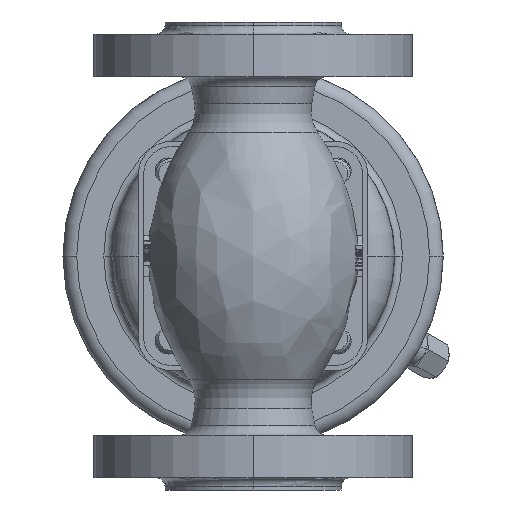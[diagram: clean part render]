
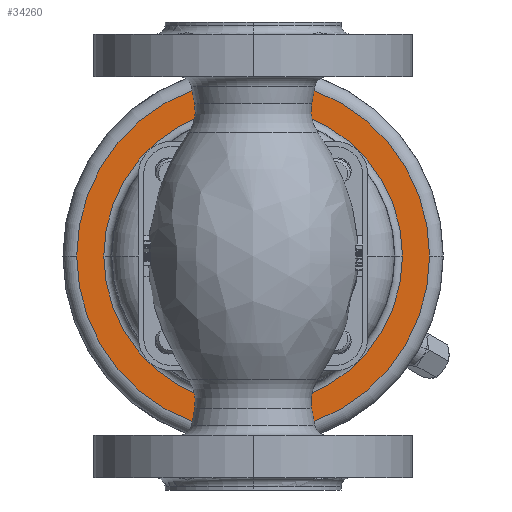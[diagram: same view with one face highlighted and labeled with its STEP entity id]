
A CAD part, left-side view. The second image highlights one B-rep face of the part: STEP entity #34260.
In plain terms, the highlighted planar face has unit normal (-1, 0, 0).
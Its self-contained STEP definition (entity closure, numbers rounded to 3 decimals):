
#181=CARTESIAN_POINT('',(-2.5,0.,0.));
#182=DIRECTION('',(1.,0.,0.));
#183=DIRECTION('',(0.,1.,0.));
#184=AXIS2_PLACEMENT_3D('',#181,#182,#183);
#186=CARTESIAN_POINT('',(-2.5,0.,0.));
#187=DIRECTION('',(-1.,0.,0.));
#188=DIRECTION('',(0.,1.,0.));
#189=AXIS2_PLACEMENT_3D('',#186,#187,#188);
#201=CARTESIAN_POINT('',(-2.5,0.,0.));
#202=DIRECTION('',(-1.,0.,0.));
#203=DIRECTION('',(0.,1.,0.));
#204=AXIS2_PLACEMENT_3D('',#201,#202,#203);
#206=CARTESIAN_POINT('',(-2.5,0.,0.));
#207=DIRECTION('',(1.,0.,0.));
#208=DIRECTION('',(0.,1.,0.));
#209=AXIS2_PLACEMENT_3D('',#206,#207,#208);
#30241=CARTESIAN_POINT('',(-2.5,58.05,0.));
#30243=VERTEX_POINT('',#30241);
#30244=CARTESIAN_POINT('',(-2.5,49.137,0.));
#30246=VERTEX_POINT('',#30244);
#30265=CARTESIAN_POINT('',(-2.5,-58.05,0.));
#30267=VERTEX_POINT('',#30265);
#30268=CARTESIAN_POINT('',(-2.5,-49.137,0.));
#30270=VERTEX_POINT('',#30268);
#34245=CARTESIAN_POINT('',(-2.5,0.,0.));
#34246=DIRECTION('',(1.,0.,0.));
#34247=DIRECTION('',(0.,-1.,0.));
#34248=AXIS2_PLACEMENT_3D('',#34245,#34246,#34247);
#34249=PLANE('',#34248);
#34250=ORIENTED_EDGE('',*,*,#34227,.T.);
#34251=ORIENTED_EDGE('',*,*,#34238,.F.);
#34252=EDGE_LOOP('',(#34250,#34251));
#34253=FACE_OUTER_BOUND('',#34252,.F.);
#34255=ORIENTED_EDGE('',*,*,#34254,.T.);
#34257=ORIENTED_EDGE('',*,*,#34256,.F.);
#34258=EDGE_LOOP('',(#34255,#34257));
#34259=FACE_BOUND('',#34258,.F.);
#34260=ADVANCED_FACE('',(#34253,#34259),#34249,.F.);
#185=CIRCLE('',#184,58.05);
#190=CIRCLE('',#189,58.05);
#205=CIRCLE('',#204,49.137);
#210=CIRCLE('',#209,49.137);
#34227=EDGE_CURVE('',#30243,#30267,#185,.T.);
#34238=EDGE_CURVE('',#30243,#30267,#190,.T.);
#34254=EDGE_CURVE('',#30246,#30270,#205,.T.);
#34256=EDGE_CURVE('',#30246,#30270,#210,.T.);
